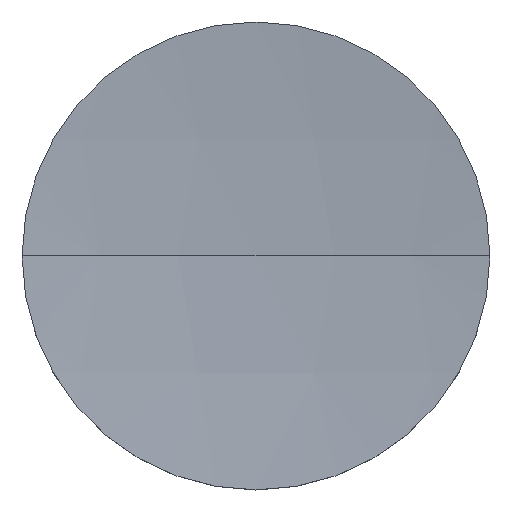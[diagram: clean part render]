
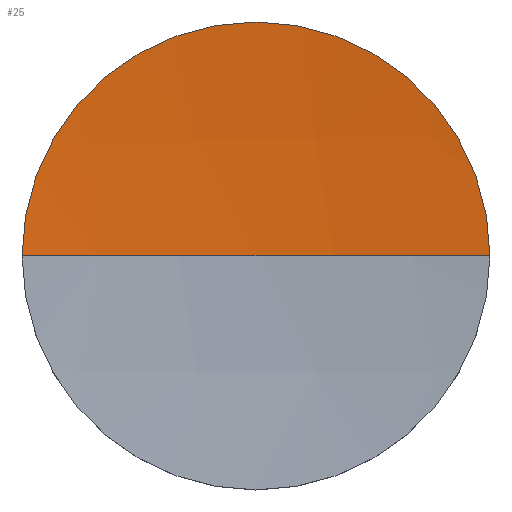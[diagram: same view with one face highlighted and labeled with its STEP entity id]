
A CAD part, top view. The second image highlights one B-rep face of the part: STEP entity #25.
In plain terms, the highlighted spherical face has radius 500 mm.
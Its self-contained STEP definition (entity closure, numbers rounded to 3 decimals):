
#1 = DIRECTION ( 'NONE',  ( 0., 0., 1. ) ) ;
#3 = AXIS2_PLACEMENT_3D ( 'NONE', #46, #34, #30 ) ;
#7 = CIRCLE ( 'NONE', #60, 50.8 ) ;
#25 = ADVANCED_FACE ( 'NONE', ( #51 ), #86, .F. ) ;
#26 = EDGE_LOOP ( 'NONE', ( #179, #85, #160 ) ) ;
#27 = CIRCLE ( 'NONE', #3, 500. ) ;
#30 = DIRECTION ( 'NONE',  ( 1., 0., 0. ) ) ;
#34 = DIRECTION ( 'NONE',  ( 0., -1., 0. ) ) ;
#46 = CARTESIAN_POINT ( 'NONE',  ( 0., 0., 512.413 ) ) ;
#49 = VERTEX_POINT ( 'NONE', #96 ) ;
#51 = FACE_OUTER_BOUND ( 'NONE', #26, .T. ) ;
#54 = DIRECTION ( 'NONE',  ( 1., 0., 0. ) ) ;
#60 = AXIS2_PLACEMENT_3D ( 'NONE', #128, #122, #109 ) ;
#63 = CARTESIAN_POINT ( 'NONE',  ( -50.8, 0., 15. ) ) ;
#83 = CIRCLE ( 'NONE', #104, 500. ) ;
#85 = ORIENTED_EDGE ( 'NONE', *, *, #173, .T. ) ;
#86 = SPHERICAL_SURFACE ( 'NONE', #194, 500. ) ;
#91 = EDGE_CURVE ( 'NONE', #49, #111, #83, .T. ) ;
#96 = CARTESIAN_POINT ( 'NONE',  ( 50.8, 0., 15. ) ) ;
#104 = AXIS2_PLACEMENT_3D ( 'NONE', #126, #142, #1 ) ;
#109 = DIRECTION ( 'NONE',  ( 1., 0., 0. ) ) ;
#111 = VERTEX_POINT ( 'NONE', #170 ) ;
#112 = VERTEX_POINT ( 'NONE', #63 ) ;
#122 = DIRECTION ( 'NONE',  ( 0., 0., -1. ) ) ;
#126 = CARTESIAN_POINT ( 'NONE',  ( 0., 0., 512.413 ) ) ;
#128 = CARTESIAN_POINT ( 'NONE',  ( 0., 0., 15. ) ) ;
#142 = DIRECTION ( 'NONE',  ( 0., 1., 0. ) ) ;
#146 = EDGE_CURVE ( 'NONE', #112, #49, #7, .T. ) ;
#152 = DIRECTION ( 'NONE',  ( 0., -1., 0. ) ) ;
#160 = ORIENTED_EDGE ( 'NONE', *, *, #91, .F. ) ;
#164 = CARTESIAN_POINT ( 'NONE',  ( 0., 0., 512.413 ) ) ;
#170 = CARTESIAN_POINT ( 'NONE',  ( 0., 0., 12.413 ) ) ;
#173 = EDGE_CURVE ( 'NONE', #112, #111, #27, .T. ) ;
#179 = ORIENTED_EDGE ( 'NONE', *, *, #146, .F. ) ;
#194 = AXIS2_PLACEMENT_3D ( 'NONE', #164, #152, #54 ) ;
